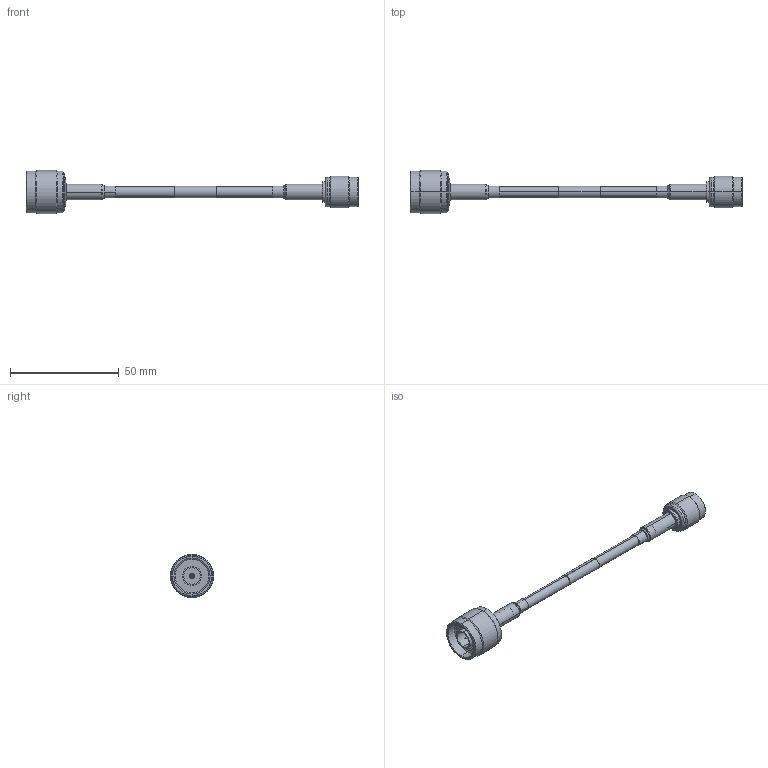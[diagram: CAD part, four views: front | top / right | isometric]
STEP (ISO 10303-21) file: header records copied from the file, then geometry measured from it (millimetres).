
FILE_DESCRIPTION (( 'STEP AP203' ), '1' );
FILE_NAME ('LCCA30679.STEP', '2020-09-25T06:08:09', ( '' ), ( '' ), 'SwSTEP 2.0', 'SolidWorks 2018', '' );
FILE_SCHEMA (( 'CONFIG_CONTROL_DESIGN' ));
Length unit declared in the file: inch
Products named in the file (13): ATM-1700-MA2; CA-195R-MA1_.195"x1"; ANM-1700; RG58C-PROD; ANM-1700-MA2; ANM-1700-MA3; ANM-1700-MA1; ANM-1700_NO PIN; ATM-1700-MA1; LCCA30679; ATM-1700; Part3^LCCA30679
Assembly tree (13 placements, depth 3):
  LCCA30679
    RG58C-PROD
    Part3^LCCA30679
    ANM-1700
      ANM-1700_NO PIN
      ANM-1700-MA2
      ANM-1700-MA1
      ANM-1700-MA3
    CA-195R-MA1_.195"x1"  x2
    ATM-1700
      ATM-1700
      ATM-1700-MA1
      ATM-1700-MA2
Bounding box: 152.8 x 20 x 20 mm (x, y, z)
Volume: 7946.2 mm3; surface area: 10708.8 mm2
Topology: 11 solids, 11 shells, 292 faces, 624 edges, 374 vertices
Faces by surface type: cylinder 124, cone 78, plane 70, torus 18, sphere 2
Entity records: 9029 total; most frequent: CARTESIAN_POINT 1488, DIRECTION 1444, ORIENTED_EDGE 1148, AXIS2_PLACEMENT_3D 602, EDGE_CURVE 574, VERTEX_POINT 350, EDGE_LOOP 318, CIRCLE 314
